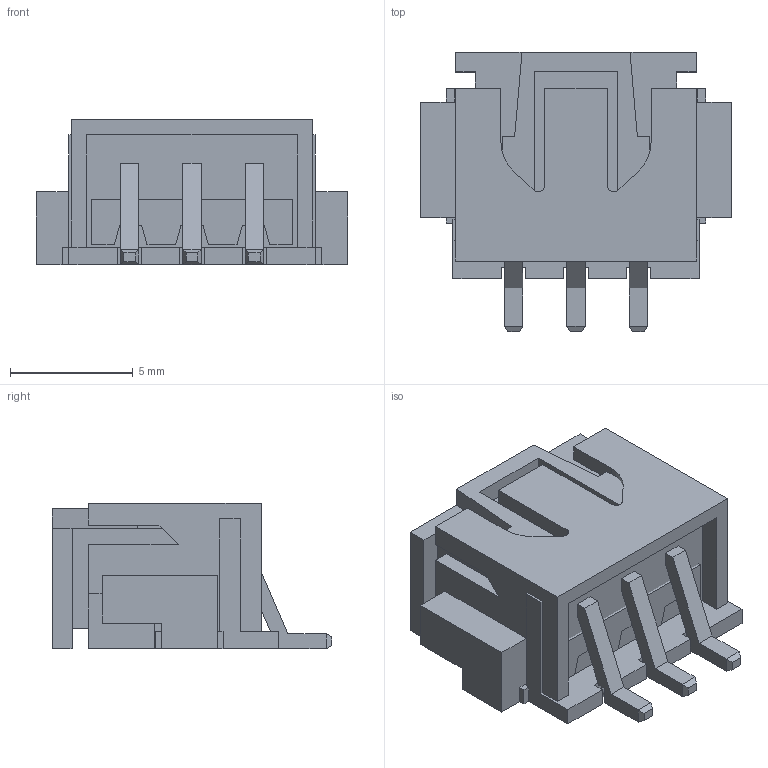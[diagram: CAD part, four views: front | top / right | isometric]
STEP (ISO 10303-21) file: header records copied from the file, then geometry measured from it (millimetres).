
FILE_DESCRIPTION(/* description */ ('Unknown'),/* implementation_level */ '2;1');
FILE_NAME(/* name */ 'JST - XH - SMD (R) - 3Pin - 2.54mm.step',/* time_stamp */ '2025-11-18T10:59:56-05:00',/* author */ (''),/* organization */ (''),/* preprocessor_version */ 'ST-DEVELOPER v20.1',/* originating_system */ 'Autodesk Translation Framework v14.21.0.0',/* authorisation */ '');
FILE_SCHEMA (('AUTOMOTIVE_DESIGN { 1 0 10303 214 3 1 1 }'));
Length unit declared in the file: millimetre
Products named in the file (2): JST - XH - SMD (R) - 3Pin - 2.54mm; XHP-3
Assembly tree (1 placements, depth 2):
  JST - XH - SMD (R) - 3Pin - 2.54mm
    XHP-3
Bounding box: 12.67 x 11.38 x 5.92 mm (x, y, z)
Volume: 470.5 mm3; surface area: 1010.5 mm2
Topology: 2 solids, 22 shells, 421 faces, 1059 edges, 698 vertices
Faces by surface type: plane 373, bspline 40, cylinder 8
Full cylindrical faces by diameter (mm): 0.577 x1, 1 x3
Entity records: 13249 total; most frequent: CARTESIAN_POINT 3173, ORIENTED_EDGE 2118, DIRECTION 1763, EDGE_CURVE 1059, LINE 963, VECTOR 963, VERTEX_POINT 698, EDGE_LOOP 449
